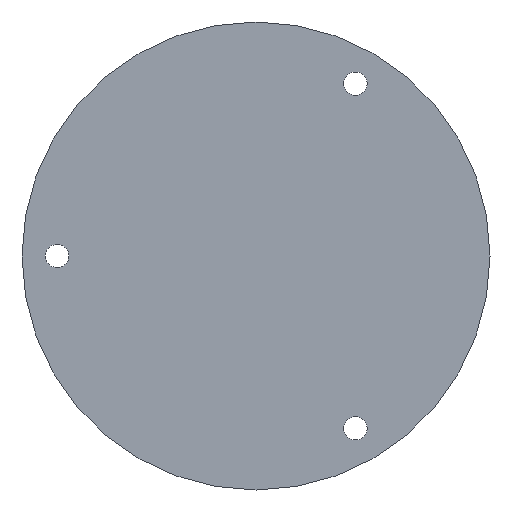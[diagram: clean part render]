
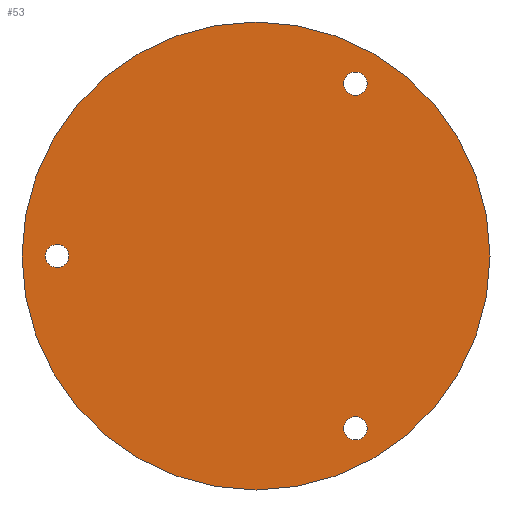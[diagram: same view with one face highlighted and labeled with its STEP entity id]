
A CAD part, front view. The second image highlights one B-rep face of the part: STEP entity #53.
In plain terms, the highlighted planar face has unit normal (0, -1, 0).
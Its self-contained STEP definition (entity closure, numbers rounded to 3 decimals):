
#53 = ADVANCED_FACE( '', ( #112, #113, #114, #115 ), #116, .F. );
#112 = FACE_BOUND( '', #167, .T. );
#113 = FACE_BOUND( '', #168, .T. );
#114 = FACE_BOUND( '', #169, .T. );
#115 = FACE_OUTER_BOUND( '', #170, .T. );
#116 = PLANE( '', #171 );
#167 = EDGE_LOOP( '', ( #234 ) );
#168 = EDGE_LOOP( '', ( #235 ) );
#169 = EDGE_LOOP( '', ( #236 ) );
#170 = EDGE_LOOP( '', ( #237 ) );
#171 = AXIS2_PLACEMENT_3D( '', #238, #239, #240 );
#234 = ORIENTED_EDGE( '', *, *, #258, .T. );
#235 = ORIENTED_EDGE( '', *, *, #255, .T. );
#236 = ORIENTED_EDGE( '', *, *, #249, .T. );
#237 = ORIENTED_EDGE( '', *, *, #266, .T. );
#238 = CARTESIAN_POINT( '', ( 20., 0., 0. ) );
#239 = DIRECTION( '', ( 0., 1., 0. ) );
#240 = DIRECTION( '', ( 0., 0., 1. ) );
#249 = EDGE_CURVE( '', #274, #274, #275, .T. );
#255 = EDGE_CURVE( '', #284, #284, #285, .T. );
#258 = EDGE_CURVE( '', #289, #289, #290, .T. );
#266 = EDGE_CURVE( '', #301, #301, #302, .T. );
#274 = VERTEX_POINT( '', #311 );
#275 = CIRCLE( '', #312, 1. );
#284 = VERTEX_POINT( '', #321 );
#285 = CIRCLE( '', #322, 1. );
#289 = VERTEX_POINT( '', #326 );
#290 = CIRCLE( '', #327, 1. );
#301 = VERTEX_POINT( '', #338 );
#302 = CIRCLE( '', #339, 20. );
#311 = CARTESIAN_POINT( '', ( -16., 0., 0. ) );
#312 = AXIS2_PLACEMENT_3D( '', #348, #349, #350 );
#321 = CARTESIAN_POINT( '', ( 8., 0., 13.856 ) );
#322 = AXIS2_PLACEMENT_3D( '', #360, #361, #362 );
#326 = CARTESIAN_POINT( '', ( 8., 0., -13.856 ) );
#327 = AXIS2_PLACEMENT_3D( '', #366, #367, #368 );
#338 = CARTESIAN_POINT( '', ( 0., 0., -20. ) );
#339 = AXIS2_PLACEMENT_3D( '', #378, #379, #380 );
#348 = CARTESIAN_POINT( '', ( -17., 0., 0. ) );
#349 = DIRECTION( '', ( 0., 1., 0. ) );
#350 = DIRECTION( '', ( 1., 0., 0. ) );
#360 = CARTESIAN_POINT( '', ( 8.5, 0., 14.722 ) );
#361 = DIRECTION( '', ( 0., 1., 0. ) );
#362 = DIRECTION( '', ( -0.5, 0., -0.866 ) );
#366 = CARTESIAN_POINT( '', ( 8.5, 0., -14.722 ) );
#367 = DIRECTION( '', ( 0., 1., 0. ) );
#368 = DIRECTION( '', ( -0.5, 0., 0.866 ) );
#378 = CARTESIAN_POINT( '', ( 0., 0., 0. ) );
#379 = DIRECTION( '', ( 0., -1., 0. ) );
#380 = DIRECTION( '', ( 0., 0., -1. ) );
